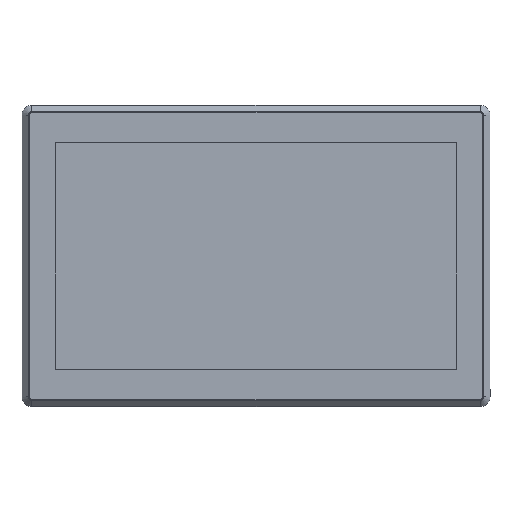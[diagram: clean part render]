
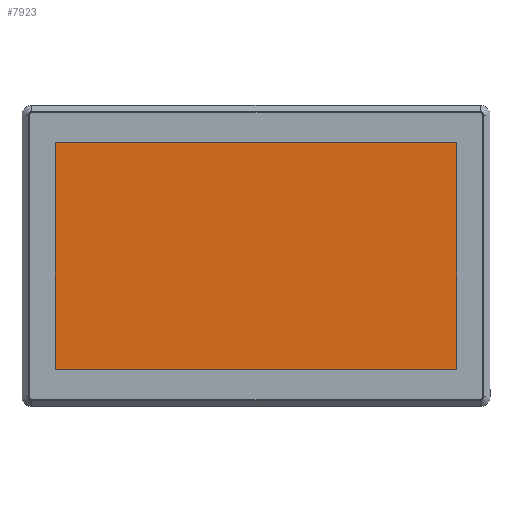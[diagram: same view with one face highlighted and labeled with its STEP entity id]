
A CAD part, top view. The second image highlights one B-rep face of the part: STEP entity #7923.
In plain terms, the highlighted face is planar.
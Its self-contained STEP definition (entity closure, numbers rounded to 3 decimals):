
#6579=FACE_OUTER_BOUND('',#14610,.T.);
#7923=ADVANCED_FACE('',(#6579),#9156,.T.);
#9156=PLANE('',#31851);
#11012=LINE('',#40801,#12605);
#11015=LINE('',#40807,#12608);
#11017=LINE('',#40811,#12610);
#11018=LINE('',#40813,#12611);
#12605=VECTOR('',#35008,1.);
#12608=VECTOR('',#35013,1.);
#12610=VECTOR('',#35017,1.);
#12611=VECTOR('',#35020,1.);
#14610=EDGE_LOOP('',(#17934,#17935,#17936,#17937));
#17934=ORIENTED_EDGE('',*,*,#26003,.F.);
#17935=ORIENTED_EDGE('',*,*,#26006,.F.);
#17936=ORIENTED_EDGE('',*,*,#26008,.F.);
#17937=ORIENTED_EDGE('',*,*,#26009,.F.);
#23346=VERTEX_POINT('',#40800);
#23347=VERTEX_POINT('',#40802);
#23348=VERTEX_POINT('',#40806);
#23349=VERTEX_POINT('',#40810);
#26003=EDGE_CURVE('',#23346,#23347,#11012,.T.);
#26006=EDGE_CURVE('',#23348,#23346,#11015,.T.);
#26008=EDGE_CURVE('',#23349,#23348,#11017,.T.);
#26009=EDGE_CURVE('',#23347,#23349,#11018,.T.);
#31851=AXIS2_PLACEMENT_3D('',#40815,#35023,#35024);
#35008=DIRECTION('',(0.,0.,1.));
#35013=DIRECTION('',(-1.,0.,0.));
#35017=DIRECTION('',(0.,0.,-1.));
#35020=DIRECTION('',(1.,0.,0.));
#35023=DIRECTION('',(0.,-1.,0.));
#35024=DIRECTION('',(0.,0.,-1.));
#40800=CARTESIAN_POINT('',(-205.25,-39.182,-77.35));
#40801=CARTESIAN_POINT('',(-205.25,-39.182,153.85));
#40802=CARTESIAN_POINT('',(-205.25,-39.182,153.85));
#40806=CARTESIAN_POINT('',(205.25,-39.182,-77.35));
#40807=CARTESIAN_POINT('',(-205.25,-39.182,-77.35));
#40810=CARTESIAN_POINT('',(205.25,-39.182,153.85));
#40811=CARTESIAN_POINT('',(205.25,-39.182,-77.35));
#40813=CARTESIAN_POINT('',(205.25,-39.182,153.85));
#40815=CARTESIAN_POINT('',(0.,-39.182,0.));
